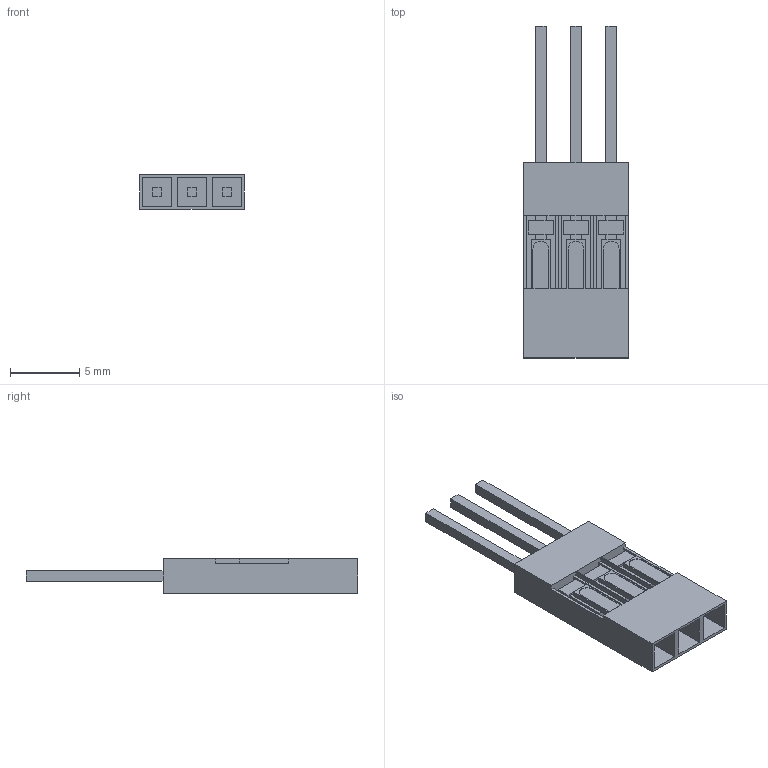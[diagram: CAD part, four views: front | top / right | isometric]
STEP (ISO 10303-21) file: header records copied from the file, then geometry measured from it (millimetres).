
FILE_DESCRIPTION (( 'STEP AP214' ), '1' );
FILE_NAME ('PWM Cable Connector M.step', '2018-12-19T16:42:30', ( '' ), ( '' ), 'SwSTEP 2.0', 'SolidWorks 2018', '' );
FILE_SCHEMA (( 'AUTOMOTIVE_DESIGN' ));
Length unit declared in the file: millimetre
Products named in the file (1): PWM Cable Connector M
Bounding box: 7.58 x 24.01 x 2.5 mm (x, y, z)
Volume: 188.6 mm3; surface area: 663.1 mm2
Topology: 1 solids, 1 shells, 133 faces, 372 edges, 248 vertices
Faces by surface type: plane 130, cylinder 3
Entity records: 4250 total; most frequent: CARTESIAN_POINT 754, ORIENTED_EDGE 744, DIRECTION 646, EDGE_CURVE 372, VECTOR 366, LINE 366, VERTEX_POINT 248, EDGE_LOOP 152
